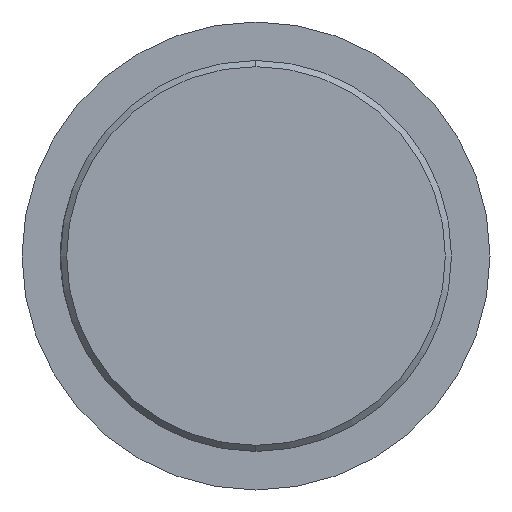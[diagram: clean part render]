
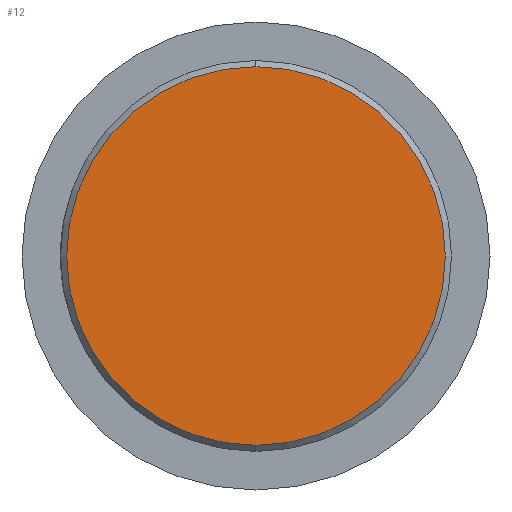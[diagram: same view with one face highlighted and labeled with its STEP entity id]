
A CAD part, left-side view. The second image highlights one B-rep face of the part: STEP entity #12.
In plain terms, the highlighted planar face has unit normal (-1, 0, 0).
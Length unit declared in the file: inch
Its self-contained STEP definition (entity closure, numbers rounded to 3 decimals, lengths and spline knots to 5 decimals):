
#12 = ADVANCED_FACE ( 'NONE', ( #212 ), #564, .T. ) ;
#136 = DIRECTION ( 'NONE',  ( 0., 0., 1. ) ) ;
#144 = DIRECTION ( 'NONE',  ( -1., 0., 0. ) ) ;
#145 = CARTESIAN_POINT ( 'NONE',  ( 2.10517, 0., 0. ) ) ;
#212 = FACE_OUTER_BOUND ( 'NONE', #1216, .T. ) ;
#384 = CIRCLE ( 'NONE', #926, 0.60531 ) ;
#393 = CARTESIAN_POINT ( 'NONE',  ( 2.10517, 0., -0.60531 ) ) ;
#396 = VERTEX_POINT ( 'NONE', #430 ) ;
#430 = CARTESIAN_POINT ( 'NONE',  ( 2.10517, 0., 0.60531 ) ) ;
#487 = VERTEX_POINT ( 'NONE', #393 ) ;
#537 = CARTESIAN_POINT ( 'NONE',  ( 2.10517, 0., 0. ) ) ;
#540 = DIRECTION ( 'NONE',  ( -1., 0., 0. ) ) ;
#564 = PLANE ( 'NONE',  #1164 ) ;
#567 = DIRECTION ( 'NONE',  ( 0., 0., 1. ) ) ;
#707 = AXIS2_PLACEMENT_3D ( 'NONE', #1276, #1274, #1271 ) ;
#729 = CIRCLE ( 'NONE', #707, 0.60531 ) ;
#810 = EDGE_CURVE ( 'NONE', #487, #396, #384, .T. ) ;
#926 = AXIS2_PLACEMENT_3D ( 'NONE', #145, #144, #136 ) ;
#1112 = ORIENTED_EDGE ( 'NONE', *, *, #810, .T. ) ;
#1164 = AXIS2_PLACEMENT_3D ( 'NONE', #537, #540, #567 ) ;
#1175 = ORIENTED_EDGE ( 'NONE', *, *, #1265, .T. ) ;
#1216 = EDGE_LOOP ( 'NONE', ( #1112, #1175 ) ) ;
#1265 = EDGE_CURVE ( 'NONE', #396, #487, #729, .T. ) ;
#1271 = DIRECTION ( 'NONE',  ( 0., 0., 1. ) ) ;
#1274 = DIRECTION ( 'NONE',  ( -1., 0., 0. ) ) ;
#1276 = CARTESIAN_POINT ( 'NONE',  ( 2.10517, 0., 0. ) ) ;
